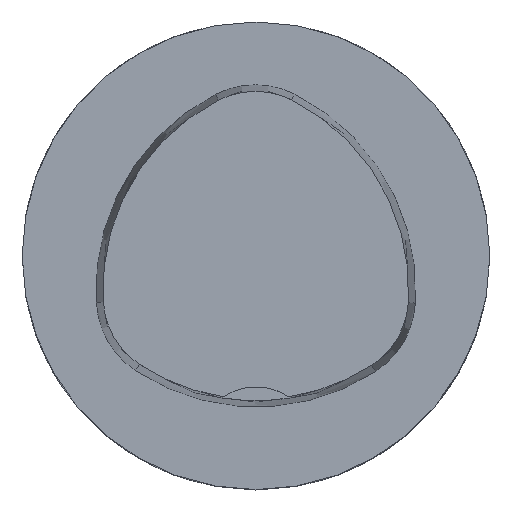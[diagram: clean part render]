
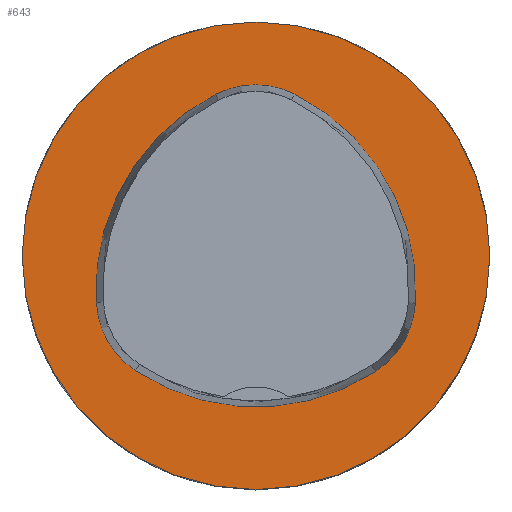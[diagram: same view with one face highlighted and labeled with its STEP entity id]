
A CAD part, top view. The second image highlights one B-rep face of the part: STEP entity #643.
In plain terms, the highlighted planar face has unit normal (0, 0, 1).
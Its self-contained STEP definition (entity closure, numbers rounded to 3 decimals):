
#328=FACE_BOUND('',#1060,.T.);
#329=FACE_BOUND('',#1061,.T.);
#448=PLANE('',#4029);
#643=ADVANCED_FACE('',(#328,#329),#448,.T.);
#1060=EDGE_LOOP('',(#2224,#2225,#2226,#2227,#2228,#2229));
#1061=EDGE_LOOP('',(#2230));
#1292=CIRCLE('',#4001,16.);
#1293=CIRCLE('',#4007,15.);
#1295=CIRCLE('',#4010,6.);
#1297=CIRCLE('',#4013,15.);
#1299=CIRCLE('',#4016,6.);
#1303=CIRCLE('',#4021,15.);
#1305=CIRCLE('',#4024,6.);
#2224=ORIENTED_EDGE('',*,*,#3063,.T.);
#2225=ORIENTED_EDGE('',*,*,#3043,.T.);
#2226=ORIENTED_EDGE('',*,*,#3047,.T.);
#2227=ORIENTED_EDGE('',*,*,#3050,.T.);
#2228=ORIENTED_EDGE('',*,*,#3053,.T.);
#2229=ORIENTED_EDGE('',*,*,#3061,.T.);
#2230=ORIENTED_EDGE('',*,*,#3034,.F.);
#2570=VERTEX_POINT('',#6721);
#2579=VERTEX_POINT('',#6740);
#2580=VERTEX_POINT('',#6741);
#2583=VERTEX_POINT('',#6749);
#2585=VERTEX_POINT('',#6755);
#2587=VERTEX_POINT('',#6761);
#2594=VERTEX_POINT('',#6782);
#3034=EDGE_CURVE('',#2570,#2570,#1292,.T.);
#3043=EDGE_CURVE('',#2579,#2580,#1293,.T.);
#3047=EDGE_CURVE('',#2580,#2583,#1295,.T.);
#3050=EDGE_CURVE('',#2583,#2585,#1297,.T.);
#3053=EDGE_CURVE('',#2585,#2587,#1299,.T.);
#3061=EDGE_CURVE('',#2587,#2594,#1303,.T.);
#3063=EDGE_CURVE('',#2594,#2579,#1305,.T.);
#4001=AXIS2_PLACEMENT_3D('',#6720,#4804,#4805);
#4007=AXIS2_PLACEMENT_3D('',#6739,#4820,#4821);
#4010=AXIS2_PLACEMENT_3D('',#6748,#4828,#4829);
#4013=AXIS2_PLACEMENT_3D('',#6754,#4835,#4836);
#4016=AXIS2_PLACEMENT_3D('',#6760,#4842,#4843);
#4021=AXIS2_PLACEMENT_3D('',#6783,#4854,#4855);
#4024=AXIS2_PLACEMENT_3D('',#6786,#4860,#4861);
#4029=AXIS2_PLACEMENT_3D('',#6791,#4870,#4871);
#4804=DIRECTION('',(0.,0.,-1.));
#4805=DIRECTION('',(-1.,0.,0.));
#4820=DIRECTION('',(0.,0.,-1.));
#4821=DIRECTION('',(-1.,0.,0.));
#4828=DIRECTION('',(0.,0.,-1.));
#4829=DIRECTION('',(-1.,0.,0.));
#4835=DIRECTION('',(0.,0.,-1.));
#4836=DIRECTION('',(-1.,0.,0.));
#4842=DIRECTION('',(0.,0.,-1.));
#4843=DIRECTION('',(-1.,0.,0.));
#4854=DIRECTION('',(0.,0.,-1.));
#4855=DIRECTION('',(-1.,0.,0.));
#4860=DIRECTION('',(0.,0.,-1.));
#4861=DIRECTION('',(-1.,0.,0.));
#4870=DIRECTION('',(0.,0.,1.));
#4871=DIRECTION('',(1.,0.,0.));
#6720=CARTESIAN_POINT('',(0.,0.,0.));
#6721=CARTESIAN_POINT('',(-16.,0.,0.));
#6739=CARTESIAN_POINT('',(4.048,-2.316,0.));
#6740=CARTESIAN_POINT('',(-10.926,-3.206,0.));
#6741=CARTESIAN_POINT('',(-2.774,11.043,0.));
#6748=CARTESIAN_POINT('',(-0.045,5.7,0.));
#6749=CARTESIAN_POINT('',(2.638,11.066,0.));
#6754=CARTESIAN_POINT('',(-4.07,-2.35,0.));
#6755=CARTESIAN_POINT('',(10.903,-3.249,0.));
#6760=CARTESIAN_POINT('',(4.914,-2.889,0.));
#6761=CARTESIAN_POINT('',(8.177,-7.924,0.));
#6782=CARTESIAN_POINT('',(-8.24,-7.859,0.));
#6783=CARTESIAN_POINT('',(0.019,4.663,0.));
#6786=CARTESIAN_POINT('',(-4.936,-2.85,0.));
#6791=CARTESIAN_POINT('',(0.,0.,0.));
